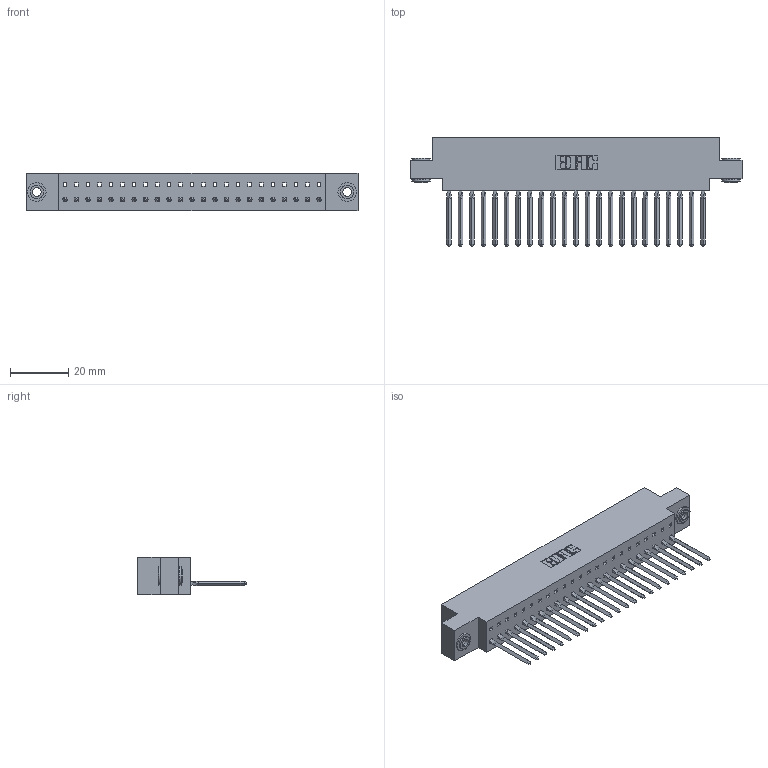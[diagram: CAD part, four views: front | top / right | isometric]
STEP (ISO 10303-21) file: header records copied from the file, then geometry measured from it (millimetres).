
FILE_DESCRIPTION (( 'STEP AP203' ), '1' );
FILE_NAME ('317-023-542-603.STEP', '2020-02-27T17:40:04', ( '' ), ( '' ), 'SwSTEP 2.0', 'SolidWorks 2016', '' );
FILE_SCHEMA (( 'CONFIG_CONTROL_DESIGN' ));
Length unit declared in the file: inch
Products named in the file (4): 317 Part_.156 Dia - TH; 345-250-002_345-250-002-102; 317-023-542-603; 317-290-003_542
Assembly tree (26 placements, depth 2):
  317-023-542-603
    317 Part_.156 Dia - TH
    317-290-003_542  x23
    345-250-002_345-250-002-102  x2
Bounding box: 113.84 x 37.34 x 12.7 mm (x, y, z)
Volume: 17099.8 mm3; surface area: 20655.4 mm2
Topology: 26 solids, 26 shells, 1865 faces, 5342 edges, 3450 vertices
Faces by surface type: plane 1540, cylinder 225, bspline 92, cone 8
Entity records: 34828 total; most frequent: CARTESIAN_POINT 6397, ORIENTED_EDGE 6076, DIRECTION 5138, EDGE_CURVE 3038, VECTOR 2844, LINE 2844, VERTEX_POINT 2018, AXIS2_PLACEMENT_3D 1147
